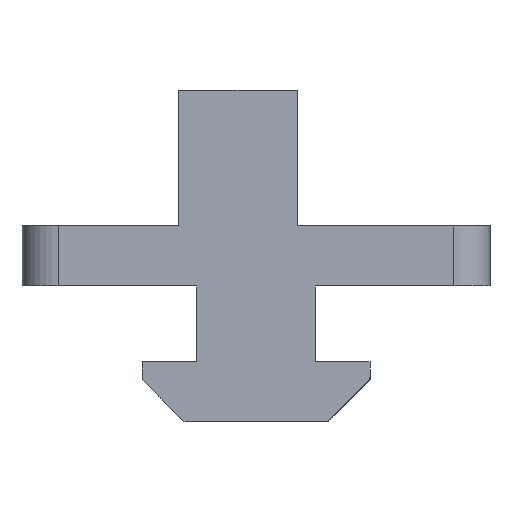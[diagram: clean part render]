
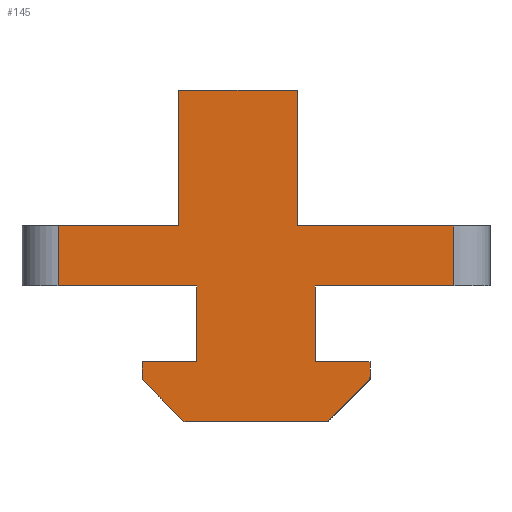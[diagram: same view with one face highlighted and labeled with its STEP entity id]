
A CAD part, left-side view. The second image highlights one B-rep face of the part: STEP entity #145.
In plain terms, the highlighted planar face has unit normal (-1, 0, 0).
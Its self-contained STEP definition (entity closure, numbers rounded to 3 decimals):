
#145=ADVANCED_FACE('',(#292),#293,.T.);
#292=FACE_OUTER_BOUND('',#432,.T.);
#293=PLANE('',#433);
#432=EDGE_LOOP('',(#783,#784,#785,#786,#787,#788,#789,#790,#791,#792,#793,#794,#795,#796,#797,#798,#799,#800));
#433=AXIS2_PLACEMENT_3D('',#801,#802,#803);
#783=ORIENTED_EDGE('',*,*,#859,.F.);
#784=ORIENTED_EDGE('',*,*,#856,.F.);
#785=ORIENTED_EDGE('',*,*,#853,.F.);
#786=ORIENTED_EDGE('',*,*,#850,.F.);
#787=ORIENTED_EDGE('',*,*,#847,.F.);
#788=ORIENTED_EDGE('',*,*,#962,.F.);
#789=ORIENTED_EDGE('',*,*,#956,.F.);
#790=ORIENTED_EDGE('',*,*,#953,.F.);
#791=ORIENTED_EDGE('',*,*,#950,.F.);
#792=ORIENTED_EDGE('',*,*,#947,.F.);
#793=ORIENTED_EDGE('',*,*,#944,.T.);
#794=ORIENTED_EDGE('',*,*,#884,.F.);
#795=ORIENTED_EDGE('',*,*,#881,.T.);
#796=ORIENTED_EDGE('',*,*,#878,.F.);
#797=ORIENTED_EDGE('',*,*,#875,.F.);
#798=ORIENTED_EDGE('',*,*,#872,.F.);
#799=ORIENTED_EDGE('',*,*,#869,.F.);
#800=ORIENTED_EDGE('',*,*,#964,.F.);
#801=CARTESIAN_POINT('',(0.0,0.,0.));
#802=DIRECTION('',(-1.0,0.,0.0));
#803=DIRECTION('',(0.,-1.0,0.));
#847=EDGE_CURVE('',#1015,#1017,#1018,.T.);
#850=EDGE_CURVE('',#1017,#1021,#1022,.T.);
#853=EDGE_CURVE('',#1021,#1025,#1026,.T.);
#856=EDGE_CURVE('',#1025,#1029,#1030,.T.);
#859=EDGE_CURVE('',#1029,#1033,#1034,.T.);
#869=EDGE_CURVE('',#1047,#1049,#1050,.T.);
#872=EDGE_CURVE('',#1049,#1053,#1054,.T.);
#875=EDGE_CURVE('',#1053,#1057,#1058,.T.);
#878=EDGE_CURVE('',#1057,#1061,#1062,.T.);
#881=EDGE_CURVE('',#1065,#1061,#1066,.T.);
#884=EDGE_CURVE('',#1065,#1069,#1070,.T.);
#944=EDGE_CURVE('',#1157,#1069,#1158,.T.);
#947=EDGE_CURVE('',#1157,#1161,#1162,.T.);
#950=EDGE_CURVE('',#1161,#1165,#1166,.T.);
#953=EDGE_CURVE('',#1165,#1169,#1170,.T.);
#956=EDGE_CURVE('',#1169,#1173,#1174,.T.);
#962=EDGE_CURVE('',#1173,#1015,#1181,.T.);
#964=EDGE_CURVE('',#1033,#1047,#1183,.T.);
#1015=VERTEX_POINT('',#1254);
#1017=VERTEX_POINT('',#1256);
#1018=LINE('',#1257,#1258);
#1021=VERTEX_POINT('',#1262);
#1022=LINE('',#1263,#1264);
#1025=VERTEX_POINT('',#1268);
#1026=LINE('',#1269,#1270);
#1029=VERTEX_POINT('',#1274);
#1030=LINE('',#1275,#1276);
#1033=VERTEX_POINT('',#1280);
#1034=LINE('',#1281,#1282);
#1047=VERTEX_POINT('',#1298);
#1049=VERTEX_POINT('',#1300);
#1050=LINE('',#1301,#1302);
#1053=VERTEX_POINT('',#1306);
#1054=LINE('',#1307,#1308);
#1057=VERTEX_POINT('',#1312);
#1058=LINE('',#1313,#1314);
#1061=VERTEX_POINT('',#1318);
#1062=LINE('',#1319,#1320);
#1065=VERTEX_POINT('',#1324);
#1066=LINE('',#1325,#1326);
#1069=VERTEX_POINT('',#1330);
#1070=LINE('',#1331,#1332);
#1157=VERTEX_POINT('',#1432);
#1158=LINE('',#1433,#1434);
#1161=VERTEX_POINT('',#1438);
#1162=LINE('',#1439,#1440);
#1165=VERTEX_POINT('',#1444);
#1166=LINE('',#1445,#1446);
#1169=VERTEX_POINT('',#1450);
#1170=LINE('',#1451,#1452);
#1173=VERTEX_POINT('',#1456);
#1174=LINE('',#1457,#1458);
#1181=LINE('',#1467,#1468);
#1183=LINE('',#1470,#1471);
#1254=CARTESIAN_POINT('',(0.0,16.5,5.));
#1256=CARTESIAN_POINT('',(0.,6.45,5.));
#1257=CARTESIAN_POINT('',(0.,16.5,5.));
#1258=VECTOR('',#1506,10.05);
#1262=CARTESIAN_POINT('',(0.,6.45,16.3));
#1263=CARTESIAN_POINT('',(0.,6.45,5.));
#1264=VECTOR('',#1508,11.3);
#1268=CARTESIAN_POINT('',(0.,-3.45,16.3));
#1269=CARTESIAN_POINT('',(0.,6.45,16.3));
#1270=VECTOR('',#1510,9.9);
#1274=CARTESIAN_POINT('',(0.,-3.45,5.));
#1275=CARTESIAN_POINT('',(0.,-3.45,16.3));
#1276=VECTOR('',#1512,11.3);
#1280=CARTESIAN_POINT('',(0.,-16.5,5.));
#1281=CARTESIAN_POINT('',(0.,-3.45,5.));
#1282=VECTOR('',#1514,13.05);
#1298=CARTESIAN_POINT('',(0.,-16.5,0.));
#1300=CARTESIAN_POINT('',(0.,-4.95,0.));
#1301=CARTESIAN_POINT('',(0.,-16.5,0.));
#1302=VECTOR('',#1530,11.55);
#1306=CARTESIAN_POINT('',(0.,-4.95,-6.3));
#1307=CARTESIAN_POINT('',(0.,-4.95,0.));
#1308=VECTOR('',#1532,6.3);
#1312=CARTESIAN_POINT('',(0.,-9.5,-6.3));
#1313=CARTESIAN_POINT('',(0.,-4.95,-6.3));
#1314=VECTOR('',#1534,4.55);
#1318=CARTESIAN_POINT('',(0.,-9.5,-7.8));
#1319=CARTESIAN_POINT('',(0.,-9.5,-6.3));
#1320=VECTOR('',#1536,1.5);
#1324=CARTESIAN_POINT('',(0.,-6.,-11.3));
#1325=CARTESIAN_POINT('',(0.,-6.,-11.3));
#1326=VECTOR('',#1538,4.95);
#1330=CARTESIAN_POINT('',(0.,6.,-11.3));
#1331=CARTESIAN_POINT('',(0.,-6.,-11.3));
#1332=VECTOR('',#1540,12.0);
#1432=CARTESIAN_POINT('',(0.,9.5,-7.8));
#1433=CARTESIAN_POINT('',(0.,9.5,-7.8));
#1434=VECTOR('',#1635,4.95);
#1438=CARTESIAN_POINT('',(0.,9.5,-6.3));
#1439=CARTESIAN_POINT('',(0.,9.5,-7.8));
#1440=VECTOR('',#1637,1.5);
#1444=CARTESIAN_POINT('',(0.,4.95,-6.3));
#1445=CARTESIAN_POINT('',(0.,9.5,-6.3));
#1446=VECTOR('',#1639,4.55);
#1450=CARTESIAN_POINT('',(0.,4.95,0.));
#1451=CARTESIAN_POINT('',(0.,4.95,-6.3));
#1452=VECTOR('',#1641,6.3);
#1456=CARTESIAN_POINT('',(0.,16.5,0.));
#1457=CARTESIAN_POINT('',(0.,4.95,0.));
#1458=VECTOR('',#1643,11.55);
#1467=CARTESIAN_POINT('',(0.,16.5,0.));
#1468=VECTOR('',#1649,5.0);
#1470=CARTESIAN_POINT('',(0.,-16.5,5.));
#1471=VECTOR('',#1650,5.0);
#1506=DIRECTION('',(0.,-1.0,0.));
#1508=DIRECTION('',(0.0,0.,1.0));
#1510=DIRECTION('',(0.,-1.0,0.));
#1512=DIRECTION('',(0.0,0.,-1.0));
#1514=DIRECTION('',(0.,-1.0,0.));
#1530=DIRECTION('',(0.,1.0,0.));
#1532=DIRECTION('',(0.0,0.,-1.0));
#1534=DIRECTION('',(0.,-1.0,0.));
#1536=DIRECTION('',(0.0,0.,-1.0));
#1538=DIRECTION('',(0.,-0.707,0.707));
#1540=DIRECTION('',(0.,1.0,0.));
#1635=DIRECTION('',(0.,-0.707,-0.707));
#1637=DIRECTION('',(0.0,0.0,1.0));
#1639=DIRECTION('',(0.,-1.0,0.0));
#1641=DIRECTION('',(0.0,0.,1.0));
#1643=DIRECTION('',(0.,1.0,0.));
#1649=DIRECTION('',(0.0,0.0,1.0));
#1650=DIRECTION('',(0.0,0.0,-1.0));
